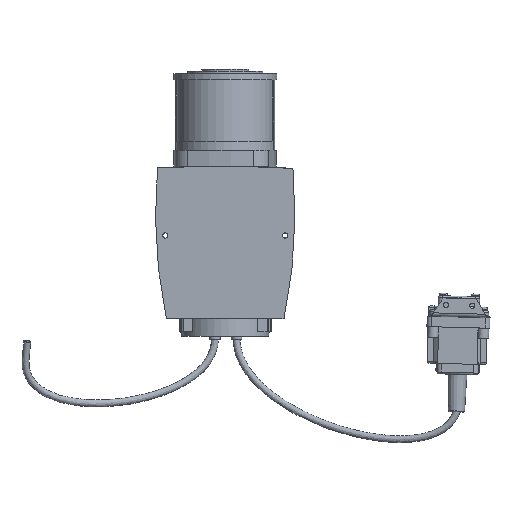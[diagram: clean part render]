
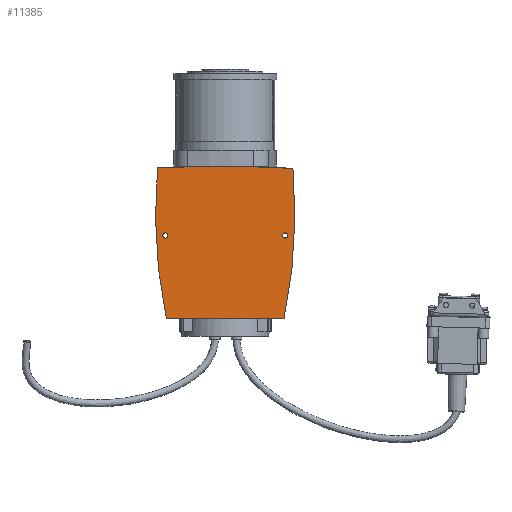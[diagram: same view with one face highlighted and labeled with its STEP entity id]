
A CAD part, top view. The second image highlights one B-rep face of the part: STEP entity #11385.
In plain terms, the highlighted face is planar.
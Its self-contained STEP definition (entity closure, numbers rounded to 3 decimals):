
#353=FACE_BOUND('',#2315,.T.);
#354=FACE_BOUND('',#2316,.T.);
#703=CIRCLE('',#12197,1477.144);
#709=CIRCLE('',#12216,590.5);
#710=CIRCLE('',#12218,3.);
#713=CIRCLE('',#12222,590.5);
#721=CIRCLE('',#12246,3.);
#1094=PLANE('',#12249);
#1619=FACE_OUTER_BOUND('',#2314,.T.);
#2314=EDGE_LOOP('',(#9533,#9534,#9535,#9536));
#2315=EDGE_LOOP('',(#9537));
#2316=EDGE_LOOP('',(#9538));
#3159=LINE('',#20895,#4082);
#4082=VECTOR('',#14514,135.519);
#5308=VERTEX_POINT('',#19858);
#5309=VERTEX_POINT('',#19865);
#5335=VERTEX_POINT('',#20638);
#5336=VERTEX_POINT('',#20646);
#5348=VERTEX_POINT('',#20811);
#5370=VERTEX_POINT('',#21550);
#6707=EDGE_CURVE('',#5309,#5308,#703,.T.);
#6745=EDGE_CURVE('',#5308,#5335,#709,.T.);
#6746=EDGE_CURVE('',#5336,#5336,#710,.T.);
#6762=EDGE_CURVE('',#5309,#5348,#713,.T.);
#6794=EDGE_CURVE('',#5348,#5335,#3159,.T.);
#6801=EDGE_CURVE('',#5370,#5370,#721,.T.);
#9533=ORIENTED_EDGE('',*,*,#6707,.T.);
#9534=ORIENTED_EDGE('',*,*,#6745,.T.);
#9535=ORIENTED_EDGE('',*,*,#6794,.F.);
#9536=ORIENTED_EDGE('',*,*,#6762,.F.);
#9537=ORIENTED_EDGE('',*,*,#6746,.T.);
#9538=ORIENTED_EDGE('',*,*,#6801,.T.);
#11385=ADVANCED_FACE('',(#1619,#353,#354),#1094,.F.);
#12197=AXIS2_PLACEMENT_3D('',#19866,#14387,#14388);
#12216=AXIS2_PLACEMENT_3D('',#20644,#14443,#14444);
#12218=AXIS2_PLACEMENT_3D('',#20647,#14447,#14448);
#12222=AXIS2_PLACEMENT_3D('',#20812,#14459,#14460);
#12246=AXIS2_PLACEMENT_3D('',#21551,#14529,#14530);
#12249=AXIS2_PLACEMENT_3D('',#21602,#14539,#14540);
#14387=DIRECTION('center_axis',(0.,0.,
-1.));
#14388=DIRECTION('ref_axis',(-0.059,0.998,0.));
#14443=DIRECTION('center_axis',(0.,0.,
-1.));
#14444=DIRECTION('ref_axis',(0.988,0.153,0.));
#14447=DIRECTION('center_axis',(0.,0.,
1.));
#14448=DIRECTION('ref_axis',(-1.,0.,0.));
#14459=DIRECTION('center_axis',(0.,0.,
1.));
#14460=DIRECTION('ref_axis',(-0.988,0.153,0.));
#14514=DIRECTION('',(1.,0.,0.));
#14529=DIRECTION('center_axis',(0.,0.,
1.));
#14530=DIRECTION('ref_axis',(1.,0.,0.));
#14539=DIRECTION('center_axis',(0.,0.,
1.));
#14540=DIRECTION('ref_axis',(1.,0.,0.));
#19858=CARTESIAN_POINT('',(78.003,86.006,0.));
#19865=CARTESIAN_POINT('',(-78.059,85.378,0.));
#19866=CARTESIAN_POINT('Origin',(5.905,-1389.378,0.));
#20638=CARTESIAN_POINT('',(67.76,-88.,0.));
#20644=CARTESIAN_POINT('Origin',(-510.142,33.325,0.));
#20646=CARTESIAN_POINT('',(72.,8.,0.));
#20647=CARTESIAN_POINT('Origin',(69.,8.,0.));
#20811=CARTESIAN_POINT('',(-67.76,-88.,0.));
#20812=CARTESIAN_POINT('Origin',(510.142,33.325,0.));
#20895=CARTESIAN_POINT('',(-67.76,-88.,0.));
#21550=CARTESIAN_POINT('',(-72.,8.,0.));
#21551=CARTESIAN_POINT('Origin',(-69.,8.,0.));
#21602=CARTESIAN_POINT('Origin',(-33.496,19.837,0.));
